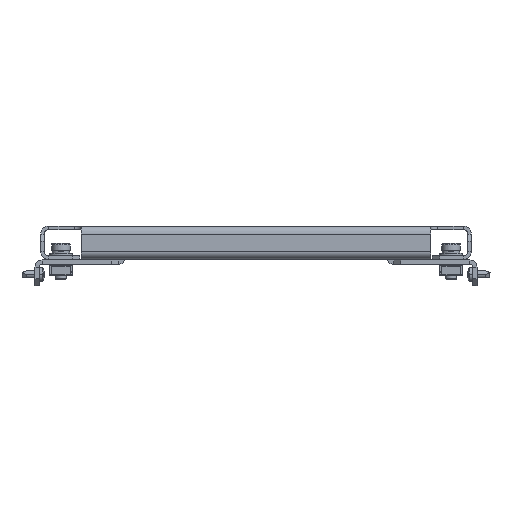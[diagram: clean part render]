
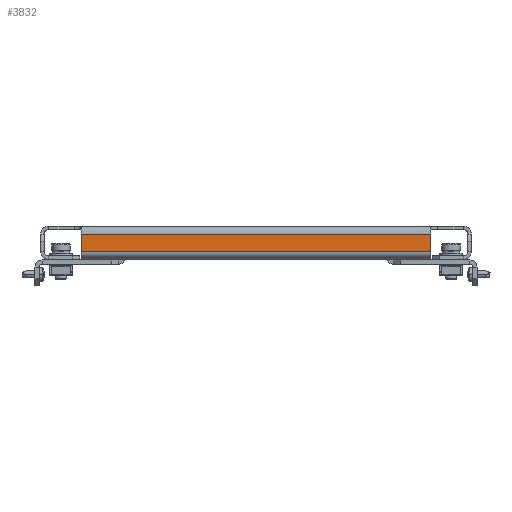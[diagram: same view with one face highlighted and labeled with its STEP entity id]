
A CAD part, front view. The second image highlights one B-rep face of the part: STEP entity #3832.
In plain terms, the highlighted planar face has unit normal (0, -1, 0).
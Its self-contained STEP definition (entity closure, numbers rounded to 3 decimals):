
#270 = VERTEX_POINT ( 'NONE', #2881 ) ;
#494 = CARTESIAN_POINT ( 'NONE',  ( -121.5, -299.5, -3. ) ) ;
#541 = VERTEX_POINT ( 'NONE', #6361 ) ;
#687 = CARTESIAN_POINT ( 'NONE',  ( 121.5, -299.5, -3. ) ) ;
#1110 = VECTOR ( 'NONE', #5243, 1000. ) ;
#1450 = CARTESIAN_POINT ( 'NONE',  ( -121.5, -299.5, 0. ) ) ;
#1983 = DIRECTION ( 'NONE',  ( 0., 1., 0. ) ) ;
#2595 = EDGE_CURVE ( 'NONE', #3249, #270, #12022, .T. ) ;
#2881 = CARTESIAN_POINT ( 'NONE',  ( -121.5, -299.5, -15. ) ) ;
#3249 = VERTEX_POINT ( 'NONE', #494 ) ;
#3832 = ADVANCED_FACE ( 'NONE', ( #6497 ), #9382, .F. ) ;
#4338 = ORIENTED_EDGE ( 'NONE', *, *, #12796, .T. ) ;
#4626 = LINE ( 'NONE', #687, #12509 ) ;
#5053 = CARTESIAN_POINT ( 'NONE',  ( -121.5, -299.5, -15. ) ) ;
#5243 = DIRECTION ( 'NONE',  ( 0., 0., -1. ) ) ;
#5745 = LINE ( 'NONE', #5053, #12502 ) ;
#6283 = DIRECTION ( 'NONE',  ( 0., 0., 1. ) ) ;
#6361 = CARTESIAN_POINT ( 'NONE',  ( 121.5, -299.5, -3. ) ) ;
#6497 = FACE_OUTER_BOUND ( 'NONE', #10290, .T. ) ;
#6807 = DIRECTION ( 'NONE',  ( 1., 0., 0. ) ) ;
#7130 = AXIS2_PLACEMENT_3D ( 'NONE', #10285, #1983, #10429 ) ;
#7389 = CARTESIAN_POINT ( 'NONE',  ( 121.5, -299.5, 0. ) ) ;
#7708 = LINE ( 'NONE', #7389, #8492 ) ;
#8330 = EDGE_CURVE ( 'NONE', #3249, #541, #4626, .T. ) ;
#8431 = ORIENTED_EDGE ( 'NONE', *, *, #2595, .T. ) ;
#8492 = VECTOR ( 'NONE', #6283, 1000. ) ;
#9062 = CARTESIAN_POINT ( 'NONE',  ( 121.5, -299.5, -15. ) ) ;
#9382 = PLANE ( 'NONE',  #7130 ) ;
#10285 = CARTESIAN_POINT ( 'NONE',  ( 0., -299.5, 0. ) ) ;
#10290 = EDGE_LOOP ( 'NONE', ( #4338, #12136, #10597, #8431 ) ) ;
#10293 = EDGE_CURVE ( 'NONE', #12776, #541, #7708, .T. ) ;
#10429 = DIRECTION ( 'NONE',  ( 0., 0., 1. ) ) ;
#10597 = ORIENTED_EDGE ( 'NONE', *, *, #8330, .F. ) ;
#11313 = DIRECTION ( 'NONE',  ( 1., 0., 0. ) ) ;
#12022 = LINE ( 'NONE', #1450, #1110 ) ;
#12136 = ORIENTED_EDGE ( 'NONE', *, *, #10293, .T. ) ;
#12502 = VECTOR ( 'NONE', #11313, 1000. ) ;
#12509 = VECTOR ( 'NONE', #6807, 1000. ) ;
#12776 = VERTEX_POINT ( 'NONE', #9062 ) ;
#12796 = EDGE_CURVE ( 'NONE', #270, #12776, #5745, .T. ) ;
